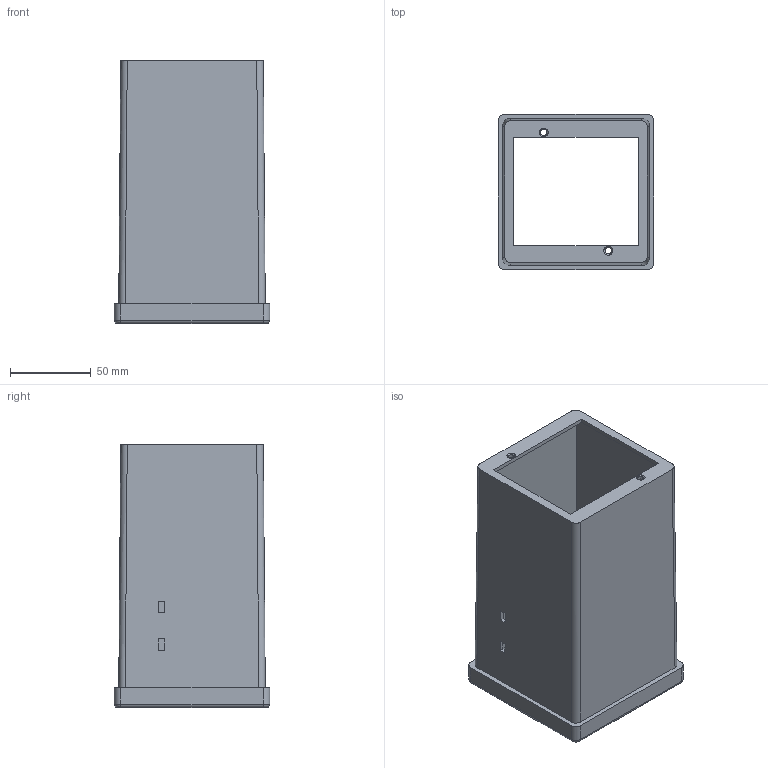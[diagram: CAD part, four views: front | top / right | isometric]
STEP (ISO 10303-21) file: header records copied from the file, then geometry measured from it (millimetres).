
FILE_DESCRIPTION (( 'STEP AP214' ), '1' );
FILE_NAME ('IC-150-01.STEP', '2022-01-24T10:14:55', ( '' ), ( '' ), 'SwSTEP 2.0', 'SolidWorks 2017', '' );
FILE_SCHEMA (( 'AUTOMOTIVE_DESIGN' ));
Length unit declared in the file: millimetre
Products named in the file (3): Case IC-150; IC-150-01
Assembly tree (1 placements, depth 2):
  Case IC-150
  IC-150-01
    Case IC-150
Bounding box: 96 x 96 x 162.5 mm (x, y, z)
Volume: 122223.3 mm3; surface area: 119753.4 mm2
Topology: 1 solids, 1 shells, 65 faces, 168 edges, 108 vertices
Faces by surface type: plane 41, cylinder 16, cone 4, torus 4
Entity records: 2067 total; most frequent: CARTESIAN_POINT 370, ORIENTED_EDGE 336, DIRECTION 332, EDGE_CURVE 168, LINE 128, VECTOR 128, VERTEX_POINT 108, AXIS2_PLACEMENT_3D 102
